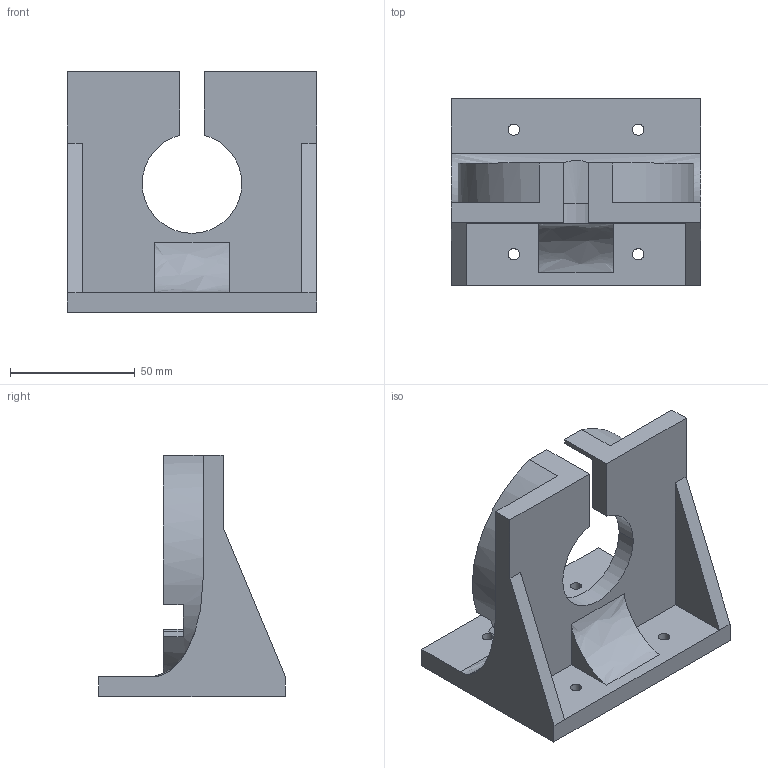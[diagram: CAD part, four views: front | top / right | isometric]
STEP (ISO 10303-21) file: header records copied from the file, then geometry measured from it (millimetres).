
FILE_DESCRIPTION (( 'STEP AP203' ), '1' );
FILE_NAME ('boardplatefull.STEP', '2022-10-13T09:20:24', ( '' ), ( '' ), 'SwSTEP 2.0', 'SolidWorks 2021', '' );
FILE_SCHEMA (( 'CONFIG_CONTROL_DESIGN' ));
Length unit declared in the file: millimetre
Products named in the file (1): boardplatefull
Bounding box: 100 x 75 x 96.78 mm (x, y, z)
Volume: 152730.8 mm3; surface area: 44498.6 mm2
Topology: 1 solids, 1 shells, 50 faces, 142 edges, 94 vertices
Faces by surface type: plane 31, cylinder 17, bspline 2
Entity records: 1915 total; most frequent: CARTESIAN_POINT 513, ORIENTED_EDGE 284, DIRECTION 269, EDGE_CURVE 142, VERTEX_POINT 94, AXIS2_PLACEMENT_3D 92, VECTOR 85, LINE 85
